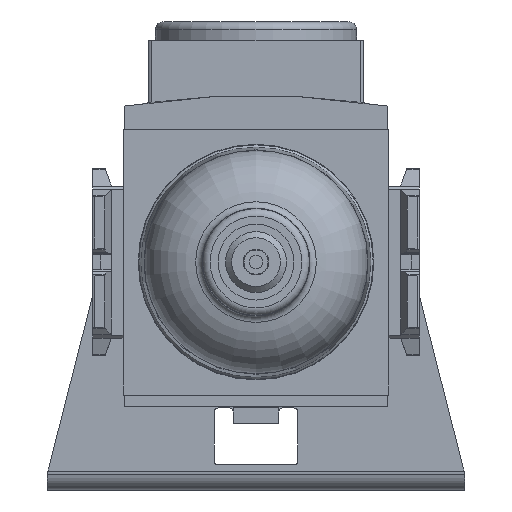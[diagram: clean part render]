
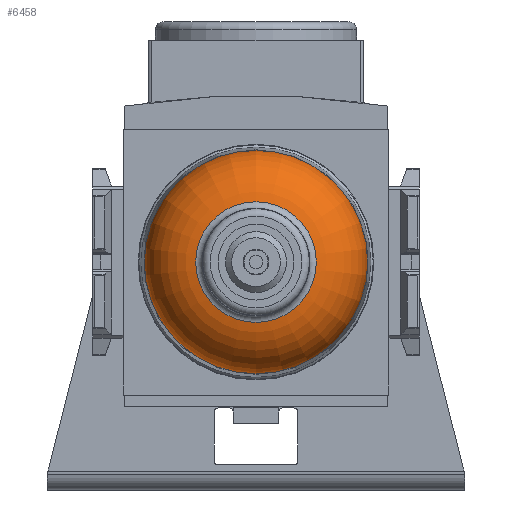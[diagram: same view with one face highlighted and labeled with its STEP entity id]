
A CAD part, front view. The second image highlights one B-rep face of the part: STEP entity #6458.
In plain terms, the highlighted toroidal (fillet/blend) face has major radius 6.702 mm and minor radius 8 mm.
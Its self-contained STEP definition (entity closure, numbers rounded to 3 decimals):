
#25=DEGENERATE_TOROIDAL_SURFACE('',#7001,6.702,8.,
 .T.);
#3358=ORIENTED_EDGE('',*,*,#4264,.T.);
#3359=ORIENTED_EDGE('',*,*,#4265,.F.);
#4264=EDGE_CURVE('',#4875,#4875,#5026,.T.);
#4265=EDGE_CURVE('',#4876,#4876,#5027,.T.);
#4875=VERTEX_POINT('',#10641);
#4876=VERTEX_POINT('',#10644);
#5026=CIRCLE('',#7000,7.938);
#5027=CIRCLE('',#7002,14.702);
#5427=EDGE_LOOP('',(#3358));
#5428=EDGE_LOOP('',(#3359));
#5832=FACE_BOUND('',#5427,.T.);
#5833=FACE_BOUND('',#5428,.T.);
#6458=ADVANCED_FACE('',(#5832,#5833),#25,.T.);
#7000=AXIS2_PLACEMENT_3D('',#10640,#8774,#8775);
#7001=AXIS2_PLACEMENT_3D('',#10642,#8776,#8777);
#7002=AXIS2_PLACEMENT_3D('',#10643,#8778,#8779);
#8774=DIRECTION('',(0.,-1.,0.));
#8775=DIRECTION('',(0.,0.,-1.));
#8776=DIRECTION('',(0.,-1.,0.));
#8777=DIRECTION('',(0.,0.,-1.));
#8778=DIRECTION('',(0.,-1.,0.));
#8779=DIRECTION('',(0.,0.,-1.));
#10640=CARTESIAN_POINT('',(0.,89.387,0.));
#10641=CARTESIAN_POINT('',(0.,89.387,-7.938));
#10642=CARTESIAN_POINT('',(0.,81.483,0.));
#10643=CARTESIAN_POINT('',(0.,81.553,0.));
#10644=CARTESIAN_POINT('',(0.,81.553,-14.702));
